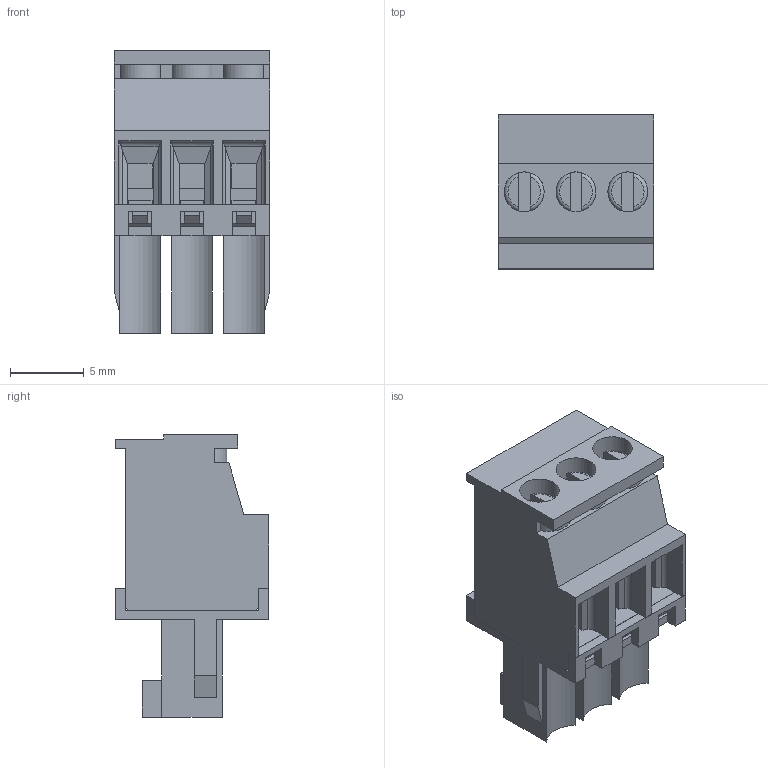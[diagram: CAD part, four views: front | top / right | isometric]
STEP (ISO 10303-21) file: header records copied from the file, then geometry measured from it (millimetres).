
FILE_DESCRIPTION( ( 'Unknown' ), '1' );
FILE_NAME( '691366110003.stp', 'Unknown', ( 'Quentin LAIDEBEUR' ), ( 'WE' ), 'PSStep 15.0.49', 'Sample-box', ' ' );
FILE_SCHEMA( ( 'AUTOMOTIVE_DESIGN { 1 0 10303 214 1 1 1 1 }' ) );
Length unit declared in the file: millimetre
Products named in the file (6): Assem1; 691367110003; 6913661100xx_Cage; 6913661100xx; 6913661100xx_VIS; 691367110003_Bas
Assembly tree (11 placements, depth 2):
  Assem1
    691367110003
    6913661100xx_Cage  x3
    6913661100xx  x3
    6913661100xx_VIS  x3
    691367110003_Bas
Bounding box: 10.5 x 10.4 x 19.1 mm (x, y, z)
Volume: 835.3 mm3; surface area: 3235.7 mm2
Topology: 11 solids, 11 shells, 606 faces, 1629 edges, 1040 vertices
Faces by surface type: plane 492, cylinder 102, torus 12
Full cylindrical faces by diameter (mm): 1.5 x3, 1.7 x3, 1.9 x6, 2.1 x3, 2.7 x6
Entity records: 16558 total; most frequent: CARTESIAN_POINT 2358, ORIENTED_EDGE 2266, DIRECTION 2096, EDGE_CURVE 1133, LINE 1006, VECTOR 1006, VERTEX_POINT 735, AXIS2_PLACEMENT_3D 545
